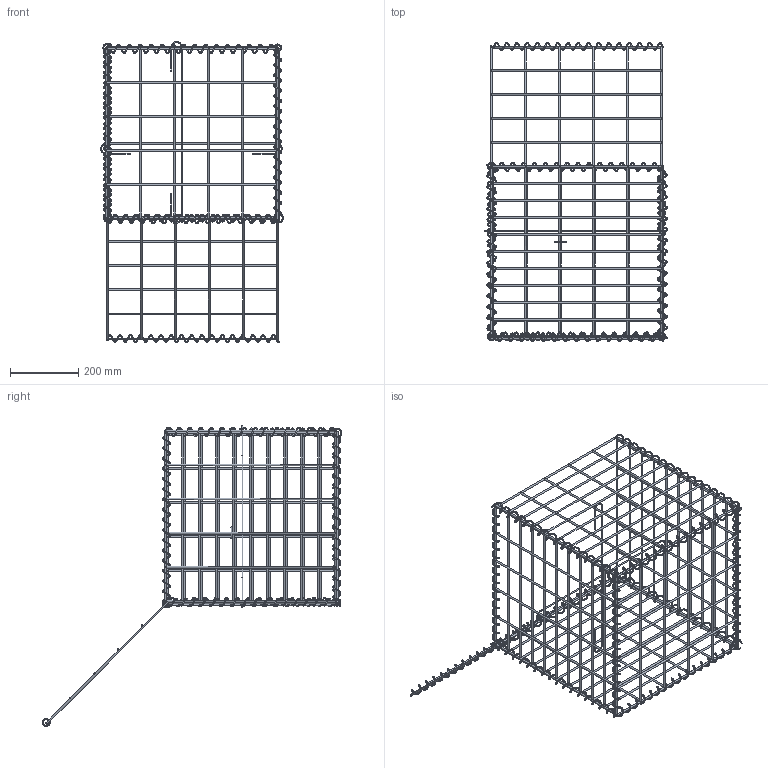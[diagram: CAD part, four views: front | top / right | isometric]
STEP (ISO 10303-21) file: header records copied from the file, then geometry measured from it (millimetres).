
FILE_DESCRIPTION (( 'STEP AP214' ), '1' );
FILE_NAME ('Basket 4.STEP', '2024-11-09T19:31:43', ( '' ), ( '' ), 'SwSTEP 2.0', 'SolidWorks 2022', '' );
FILE_SCHEMA (( 'AUTOMOTIVE_DESIGN' ));
Length unit declared in the file: millimetre
Products named in the file (7): spiral; Top Door_Default<As Machined>; Basket 4; spacer; 02Side Wall Basket 3_Default<As Machined>; 3DSketch; Side Wall Basket 3_Default<As Machined>
Assembly tree (15 placements, depth 2):
  Basket 4
    Side Wall Basket 3_Default<As Machined>  x2
    Top Door_Default<As Machined>  x2
    spiral  x7
    spacer  x2
    02Side Wall Basket 3_Default<As Machined>  x2
  3DSketch
Bounding box: 536.4 x 879.7 x 883.5 mm (x, y, z)
Volume: 1195974.5 mm3; surface area: 939503.4 mm2
Topology: 105 solids, 105 shells, 323 faces, 415 edges, 302 vertices
Faces by surface type: cylinder 170, plane 138, bspline 11, torus 4
Full cylindrical faces by diameter (mm): 3 x6, 5.5 x92
Entity records: 19338 total; most frequent: CARTESIAN_POINT 16408, DIRECTION 474, ORIENTED_EDGE 280, AXIS2_PLACEMENT_3D 237, FACE_OUTER_BOUND 208, EDGE_LOOP 208, ADVANCED_FACE 154, EDGE_CURVE 140
